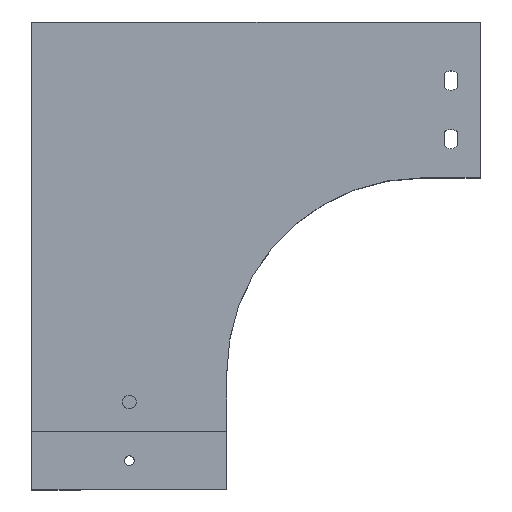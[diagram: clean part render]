
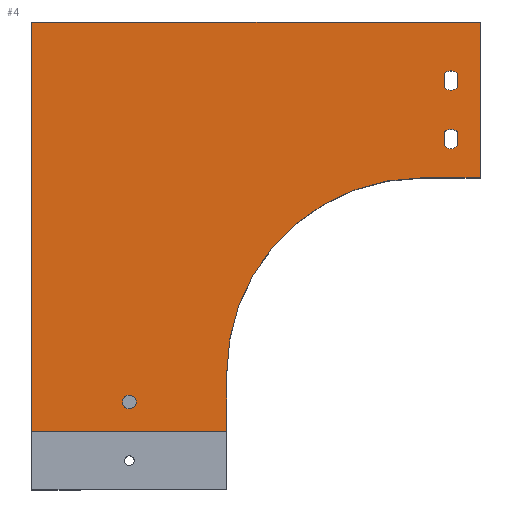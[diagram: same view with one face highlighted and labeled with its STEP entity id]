
A CAD part, top view. The second image highlights one B-rep face of the part: STEP entity #4.
In plain terms, the highlighted planar face has unit normal (0, 0, 1).
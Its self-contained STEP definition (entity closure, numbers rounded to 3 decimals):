
#4 = ADVANCED_FACE ( 'NONE', ( #534, #541, #537, #535 ), #1268, .T. ) ;
#128 = DIRECTION ( 'NONE',  ( 0., 1., 0. ) ) ;
#129 = CARTESIAN_POINT ( 'NONE',  ( 0., 0., 1. ) ) ;
#133 = DIRECTION ( 'NONE',  ( 1., 0., 0. ) ) ;
#134 = CARTESIAN_POINT ( 'NONE',  ( 230., 130., 1. ) ) ;
#138 = DIRECTION ( 'NONE',  ( 1., 0., 0. ) ) ;
#139 = CARTESIAN_POINT ( 'NONE',  ( 100., 0., 1. ) ) ;
#141 = CARTESIAN_POINT ( 'NONE',  ( 200., 30., 1. ) ) ;
#142 = DIRECTION ( 'NONE',  ( 0., 0., -1. ) ) ;
#143 = DIRECTION ( 'NONE',  ( 1., 0., 0. ) ) ;
#144 = CARTESIAN_POINT ( 'NONE',  ( 230., 210., 1. ) ) ;
#145 = DIRECTION ( 'NONE',  ( 0., 1., 0. ) ) ;
#146 = CARTESIAN_POINT ( 'NONE',  ( 0., 210., 1. ) ) ;
#147 = DIRECTION ( 'NONE',  ( -1., 0., 0. ) ) ;
#148 = CARTESIAN_POINT ( 'NONE',  ( 0., 210., 1. ) ) ;
#149 = DIRECTION ( 'NONE',  ( 0., -1., 0. ) ) ;
#150 = DIRECTION ( 'NONE',  ( 0., 1., 0. ) ) ;
#151 = CARTESIAN_POINT ( 'NONE',  ( 211.5, 146.429, 1. ) ) ;
#153 = CARTESIAN_POINT ( 'NONE',  ( 215., 150., 1. ) ) ;
#154 = DIRECTION ( 'NONE',  ( 0., 0., -1. ) ) ;
#155 = DIRECTION ( 'NONE',  ( -1., 0., 0. ) ) ;
#156 = CARTESIAN_POINT ( 'NONE',  ( 218.5, 146.429, 1. ) ) ;
#157 = DIRECTION ( 'NONE',  ( 0., -1., 0. ) ) ;
#158 = CARTESIAN_POINT ( 'NONE',  ( 215., 150., 1. ) ) ;
#159 = DIRECTION ( 'NONE',  ( 0., 0., -1. ) ) ;
#160 = DIRECTION ( 'NONE',  ( -1., 0., 0. ) ) ;
#534 = FACE_OUTER_BOUND ( 'NONE', #1100, .T. ) ;
#535 = FACE_BOUND ( 'NONE', #1099, .T. ) ;
#537 = FACE_BOUND ( 'NONE', #1098, .T. ) ;
#541 = FACE_BOUND ( 'NONE', #1103, .T. ) ;
#563 = DIRECTION ( 'NONE',  ( 0., 1., 0. ) ) ;
#564 = CARTESIAN_POINT ( 'NONE',  ( 211.5, 176.429, 1. ) ) ;
#565 = CARTESIAN_POINT ( 'NONE',  ( 218.5, 176.429, 1. ) ) ;
#566 = CARTESIAN_POINT ( 'NONE',  ( 215., 180., 1. ) ) ;
#567 = DIRECTION ( 'NONE',  ( 0., 0., -1. ) ) ;
#568 = DIRECTION ( 'NONE',  ( -1., 0., 0. ) ) ;
#569 = DIRECTION ( 'NONE',  ( 0., -1., 0. ) ) ;
#572 = CARTESIAN_POINT ( 'NONE',  ( 215., 180., 1. ) ) ;
#573 = DIRECTION ( 'NONE',  ( 0., 0., -1. ) ) ;
#574 = DIRECTION ( 'NONE',  ( -1., 0., 0. ) ) ;
#576 = CARTESIAN_POINT ( 'NONE',  ( 50., 15., 1. ) ) ;
#577 = DIRECTION ( 'NONE',  ( 0., 0., -1. ) ) ;
#578 = DIRECTION ( 'NONE',  ( -1., 0., 0. ) ) ;
#627 = CARTESIAN_POINT ( 'NONE',  ( 46.5, 15., 1. ) ) ;
#656 = VERTEX_POINT ( 'NONE', #1855 ) ;
#658 = VERTEX_POINT ( 'NONE', #1856 ) ;
#666 = LINE ( 'NONE', #129, #668 ) ;
#667 = LINE ( 'NONE', #139, #670 ) ;
#668 = VECTOR ( 'NONE', #138, 1000. ) ;
#669 = CIRCLE ( 'NONE', #1616, 100. ) ;
#670 = VECTOR ( 'NONE', #128, 1000. ) ;
#671 = LINE ( 'NONE', #134, #673 ) ;
#672 = LINE ( 'NONE', #144, #675 ) ;
#673 = VECTOR ( 'NONE', #133, 1000. ) ;
#674 = LINE ( 'NONE', #146, #677 ) ;
#675 = VECTOR ( 'NONE', #145, 1000. ) ;
#676 = LINE ( 'NONE', #148, #679 ) ;
#677 = VECTOR ( 'NONE', #147, 1000. ) ;
#678 = CIRCLE ( 'NONE', #1619, 5. ) ;
#679 = VECTOR ( 'NONE', #149, 1000. ) ;
#680 = LINE ( 'NONE', #565, #693 ) ;
#681 = LINE ( 'NONE', #156, #685 ) ;
#684 = CIRCLE ( 'NONE', #1611, 5. ) ;
#685 = VECTOR ( 'NONE', #157, 1000. ) ;
#686 = LINE ( 'NONE', #151, #688 ) ;
#688 = VECTOR ( 'NONE', #150, 1000. ) ;
#689 = CIRCLE ( 'NONE', #1614, 5. ) ;
#692 = CIRCLE ( 'NONE', #1445, 5. ) ;
#693 = VECTOR ( 'NONE', #569, 1000. ) ;
#694 = LINE ( 'NONE', #564, #696 ) ;
#695 = CIRCLE ( 'NONE', #1583, 3.5 ) ;
#696 = VECTOR ( 'NONE', #563, 1000. ) ;
#731 = VERTEX_POINT ( 'NONE', #627 ) ;
#778 = ORIENTED_EDGE ( 'NONE', *, *, #1591, .T. ) ;
#779 = ORIENTED_EDGE ( 'NONE', *, *, #1588, .T. ) ;
#780 = ORIENTED_EDGE ( 'NONE', *, *, #1587, .T. ) ;
#781 = ORIENTED_EDGE ( 'NONE', *, *, #1586, .T. ) ;
#782 = ORIENTED_EDGE ( 'NONE', *, *, #1585, .T. ) ;
#783 = ORIENTED_EDGE ( 'NONE', *, *, #1582, .T. ) ;
#784 = ORIENTED_EDGE ( 'NONE', *, *, #1581, .T. ) ;
#785 = ORIENTED_EDGE ( 'NONE', *, *, #1579, .T. ) ;
#786 = ORIENTED_EDGE ( 'NONE', *, *, #1577, .T. ) ;
#787 = ORIENTED_EDGE ( 'NONE', *, *, #1576, .T. ) ;
#788 = ORIENTED_EDGE ( 'NONE', *, *, #1575, .T. ) ;
#789 = ORIENTED_EDGE ( 'NONE', *, *, #1574, .T. ) ;
#790 = ORIENTED_EDGE ( 'NONE', *, *, #1573, .T. ) ;
#791 = ORIENTED_EDGE ( 'NONE', *, *, #1572, .T. ) ;
#792 = ORIENTED_EDGE ( 'NONE', *, *, #1571, .T. ) ;
#793 = ORIENTED_EDGE ( 'NONE', *, *, #1570, .T. ) ;
#915 = VERTEX_POINT ( 'NONE', #1863 ) ;
#918 = VERTEX_POINT ( 'NONE', #1861 ) ;
#920 = VERTEX_POINT ( 'NONE', #1862 ) ;
#922 = VERTEX_POINT ( 'NONE', #1867 ) ;
#1098 = EDGE_LOOP ( 'NONE', ( #782, #781, #780, #779 ) ) ;
#1099 = EDGE_LOOP ( 'NONE', ( #778 ) ) ;
#1100 = EDGE_LOOP ( 'NONE', ( #793, #792, #791, #790, #789, #788, #787 ) ) ;
#1103 = EDGE_LOOP ( 'NONE', ( #786, #785, #784, #783 ) ) ;
#1112 = VERTEX_POINT ( 'NONE', #1920 ) ;
#1113 = VERTEX_POINT ( 'NONE', #1916 ) ;
#1114 = VERTEX_POINT ( 'NONE', #1921 ) ;
#1115 = VERTEX_POINT ( 'NONE', #1917 ) ;
#1130 = VERTEX_POINT ( 'NONE', #1934 ) ;
#1131 = VERTEX_POINT ( 'NONE', #1935 ) ;
#1140 = VERTEX_POINT ( 'NONE', #1944 ) ;
#1143 = VERTEX_POINT ( 'NONE', #1947 ) ;
#1251 = VERTEX_POINT ( 'NONE', #1948 ) ;
#1263 = DIRECTION ( 'NONE',  ( 0., 0., 1. ) ) ;
#1266 = CARTESIAN_POINT ( 'NONE',  ( 200., 30., 1. ) ) ;
#1268 = PLANE ( 'NONE',  #1374 ) ;
#1269 = DIRECTION ( 'NONE',  ( 1., 0., 0. ) ) ;
#1374 = AXIS2_PLACEMENT_3D ( 'NONE', #1266, #1263, #1269 ) ;
#1445 = AXIS2_PLACEMENT_3D ( 'NONE', #572, #573, #574 ) ;
#1570 = EDGE_CURVE ( 'NONE', #658, #915, #666, .T. ) ;
#1571 = EDGE_CURVE ( 'NONE', #915, #922, #667, .T. ) ;
#1572 = EDGE_CURVE ( 'NONE', #922, #1113, #669, .T. ) ;
#1573 = EDGE_CURVE ( 'NONE', #1113, #1112, #671, .T. ) ;
#1574 = EDGE_CURVE ( 'NONE', #1112, #1140, #672, .T. ) ;
#1575 = EDGE_CURVE ( 'NONE', #1140, #1114, #674, .T. ) ;
#1576 = EDGE_CURVE ( 'NONE', #1114, #658, #676, .T. ) ;
#1577 = EDGE_CURVE ( 'NONE', #1115, #920, #678, .T. ) ;
#1579 = EDGE_CURVE ( 'NONE', #920, #918, #681, .T. ) ;
#1581 = EDGE_CURVE ( 'NONE', #918, #1251, #684, .T. ) ;
#1582 = EDGE_CURVE ( 'NONE', #1251, #1115, #686, .T. ) ;
#1583 = AXIS2_PLACEMENT_3D ( 'NONE', #576, #577, #578 ) ;
#1585 = EDGE_CURVE ( 'NONE', #1143, #656, #689, .T. ) ;
#1586 = EDGE_CURVE ( 'NONE', #656, #1131, #680, .T. ) ;
#1587 = EDGE_CURVE ( 'NONE', #1131, #1130, #692, .T. ) ;
#1588 = EDGE_CURVE ( 'NONE', #1130, #1143, #694, .T. ) ;
#1591 = EDGE_CURVE ( 'NONE', #731, #731, #695, .T. ) ;
#1611 = AXIS2_PLACEMENT_3D ( 'NONE', #158, #159, #160 ) ;
#1614 = AXIS2_PLACEMENT_3D ( 'NONE', #566, #567, #568 ) ;
#1616 = AXIS2_PLACEMENT_3D ( 'NONE', #141, #142, #143 ) ;
#1619 = AXIS2_PLACEMENT_3D ( 'NONE', #153, #154, #155 ) ;
#1855 = CARTESIAN_POINT ( 'NONE',  ( 218.5, 183.571, 1. ) ) ;
#1856 = CARTESIAN_POINT ( 'NONE',  ( 0., 0., 1. ) ) ;
#1861 = CARTESIAN_POINT ( 'NONE',  ( 218.5, 146.429, 1. ) ) ;
#1862 = CARTESIAN_POINT ( 'NONE',  ( 218.5, 153.571, 1. ) ) ;
#1863 = CARTESIAN_POINT ( 'NONE',  ( 100., 0., 1. ) ) ;
#1867 = CARTESIAN_POINT ( 'NONE',  ( 100., 30., 1. ) ) ;
#1916 = CARTESIAN_POINT ( 'NONE',  ( 200., 130., 1. ) ) ;
#1917 = CARTESIAN_POINT ( 'NONE',  ( 211.5, 153.571, 1. ) ) ;
#1920 = CARTESIAN_POINT ( 'NONE',  ( 230., 130., 1. ) ) ;
#1921 = CARTESIAN_POINT ( 'NONE',  ( 0., 210., 1. ) ) ;
#1934 = CARTESIAN_POINT ( 'NONE',  ( 211.5, 176.429, 1. ) ) ;
#1935 = CARTESIAN_POINT ( 'NONE',  ( 218.5, 176.429, 1. ) ) ;
#1944 = CARTESIAN_POINT ( 'NONE',  ( 230., 210., 1. ) ) ;
#1947 = CARTESIAN_POINT ( 'NONE',  ( 211.5, 183.571, 1. ) ) ;
#1948 = CARTESIAN_POINT ( 'NONE',  ( 211.5, 146.429, 1. ) ) ;
